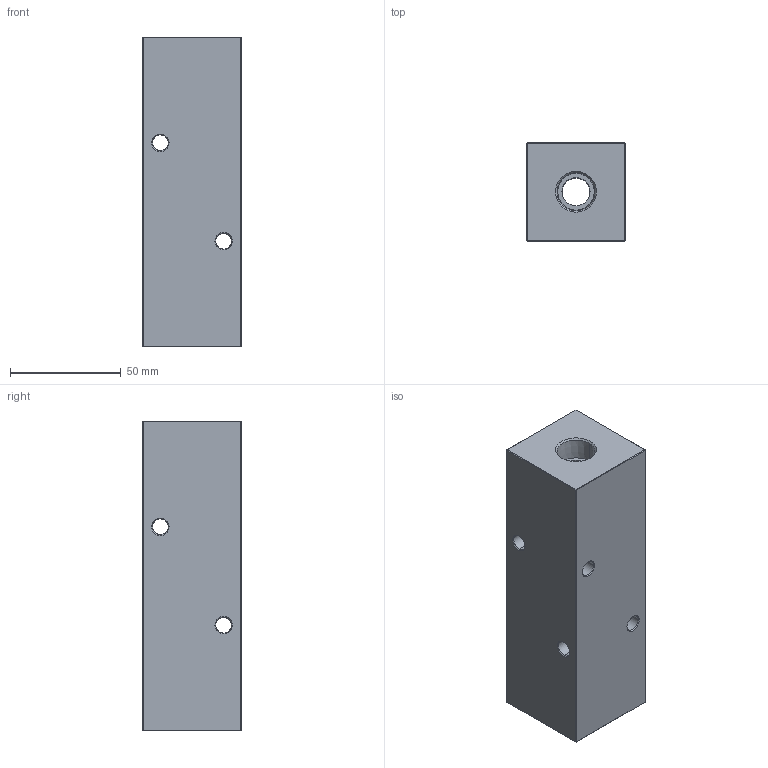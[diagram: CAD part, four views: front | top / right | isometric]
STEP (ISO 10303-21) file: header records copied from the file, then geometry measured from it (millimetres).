
FILE_DESCRIPTION (( 'STEP AP214' ), '1' );
FILE_NAME ('HM-3-0-P-6-2.STEP', '2020-02-28T16:14:14', ( '' ), ( '' ), 'SwSTEP 2.0', 'SolidWorks 2019', '' );
FILE_SCHEMA (( 'AUTOMOTIVE_DESIGN' ));
Length unit declared in the file: inch
Products named in the file (1): HM-3-0-P-6-2
Bounding box: 44.45 x 44.45 x 139.7 mm (x, y, z)
Volume: 246378.1 mm3; surface area: 38539.5 mm2
Topology: 1 solids, 1 shells, 475 faces, 1238 edges, 806 vertices
Faces by surface type: plane 233, bspline 188, cone 30, cylinder 24
Entity records: 29621 total; most frequent: CARTESIAN_POINT 13284, ORIENTED_EDGE 2476, DIRECTION 1486, EDGE_CURVE 1238, VERTEX_POINT 806, VECTOR 770, LINE 770, EDGE_LOOP 536
